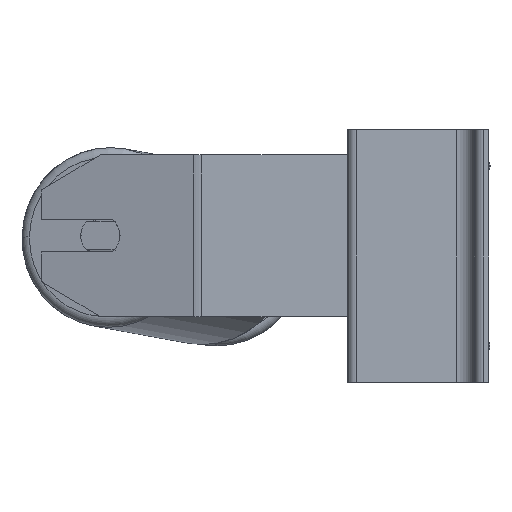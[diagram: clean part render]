
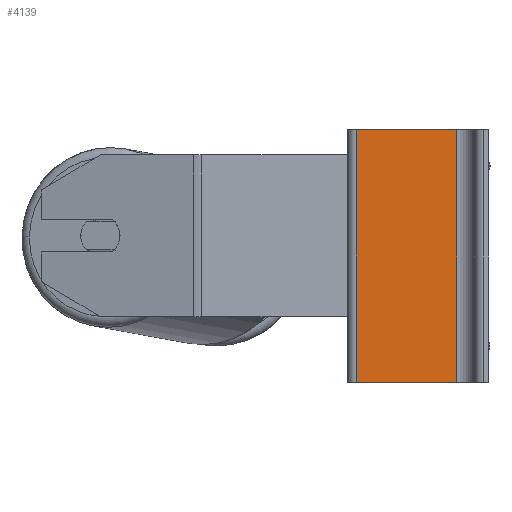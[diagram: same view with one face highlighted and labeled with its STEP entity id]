
A CAD part, left-side view. The second image highlights one B-rep face of the part: STEP entity #4139.
In plain terms, the highlighted planar face has unit normal (-1, 0, 0).
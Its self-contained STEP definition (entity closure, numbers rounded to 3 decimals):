
#20 = LINE ( 'NONE', #6496, #9468 ) ;
#570 = PLANE ( 'NONE',  #7295 ) ;
#1237 = EDGE_CURVE ( 'NONE', #1374, #6338, #2706, .T. ) ;
#1320 = CARTESIAN_POINT ( 'NONE',  ( -337., 13.5, 62.5 ) ) ;
#1374 = VERTEX_POINT ( 'NONE', #4599 ) ;
#1396 = EDGE_CURVE ( 'NONE', #6338, #9960, #3125, .T. ) ;
#1540 = EDGE_CURVE ( 'NONE', #8906, #9960, #20, .T. ) ;
#1810 = ORIENTED_EDGE ( 'NONE', *, *, #1237, .T. ) ;
#2127 = EDGE_LOOP ( 'NONE', ( #9380, #3803, #6767, #1810 ) ) ;
#2706 = LINE ( 'NONE', #5142, #3700 ) ;
#2734 = EDGE_CURVE ( 'NONE', #1374, #8906, #8972, .T. ) ;
#3031 = VECTOR ( 'NONE', #10429, 1000. ) ;
#3125 = LINE ( 'NONE', #7831, #3031 ) ;
#3700 = VECTOR ( 'NONE', #5935, 1000. ) ;
#3717 = DIRECTION ( 'NONE',  ( 1., 0., 0. ) ) ;
#3769 = DIRECTION ( 'NONE',  ( 0., 1., 0. ) ) ;
#3803 = ORIENTED_EDGE ( 'NONE', *, *, #1540, .F. ) ;
#4139 = ADVANCED_FACE ( 'NONE', ( #9393 ), #570, .F. ) ;
#4599 = CARTESIAN_POINT ( 'NONE',  ( -337., 13.5, 62.5 ) ) ;
#4720 = CARTESIAN_POINT ( 'NONE',  ( -337., 13.5, 62.5 ) ) ;
#5142 = CARTESIAN_POINT ( 'NONE',  ( -337., 13.5, 62.5 ) ) ;
#5818 = DIRECTION ( 'NONE',  ( 0., 0., -1. ) ) ;
#5935 = DIRECTION ( 'NONE',  ( 0., 0., -1. ) ) ;
#6338 = VERTEX_POINT ( 'NONE', #8863 ) ;
#6496 = CARTESIAN_POINT ( 'NONE',  ( -337., -36., 62.5 ) ) ;
#6767 = ORIENTED_EDGE ( 'NONE', *, *, #2734, .F. ) ;
#7295 = AXIS2_PLACEMENT_3D ( 'NONE', #1320, #3717, #3769 ) ;
#7831 = CARTESIAN_POINT ( 'NONE',  ( -337., 13.5, -62.5 ) ) ;
#8863 = CARTESIAN_POINT ( 'NONE',  ( -337., 13.5, -62.5 ) ) ;
#8865 = DIRECTION ( 'NONE',  ( 0., -1., 0. ) ) ;
#8906 = VERTEX_POINT ( 'NONE', #10190 ) ;
#8972 = LINE ( 'NONE', #4720, #9487 ) ;
#9380 = ORIENTED_EDGE ( 'NONE', *, *, #1396, .T. ) ;
#9393 = FACE_OUTER_BOUND ( 'NONE', #2127, .T. ) ;
#9468 = VECTOR ( 'NONE', #5818, 1000. ) ;
#9487 = VECTOR ( 'NONE', #8865, 1000. ) ;
#9830 = CARTESIAN_POINT ( 'NONE',  ( -337., -36., -62.5 ) ) ;
#9960 = VERTEX_POINT ( 'NONE', #9830 ) ;
#10190 = CARTESIAN_POINT ( 'NONE',  ( -337., -36., 62.5 ) ) ;
#10429 = DIRECTION ( 'NONE',  ( 0., -1., 0. ) ) ;
